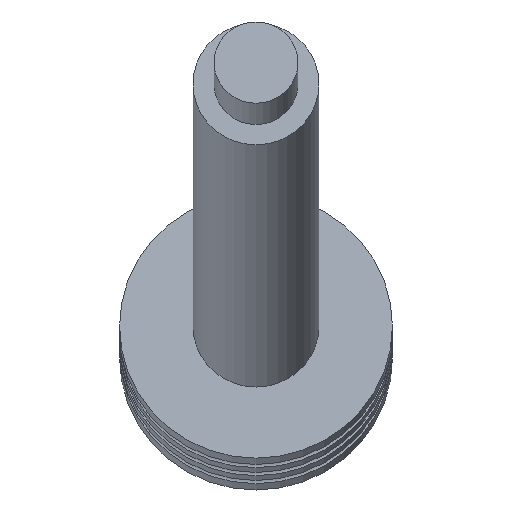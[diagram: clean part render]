
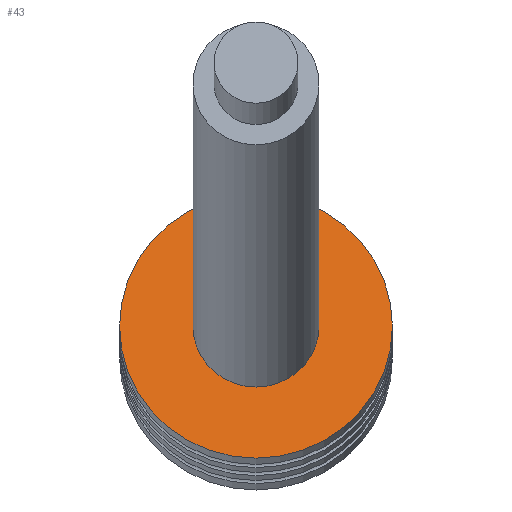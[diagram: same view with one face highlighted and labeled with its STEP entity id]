
A CAD part, top view. The second image highlights one B-rep face of the part: STEP entity #43.
In plain terms, the highlighted planar face has unit normal (0, 0.251, 0.968).
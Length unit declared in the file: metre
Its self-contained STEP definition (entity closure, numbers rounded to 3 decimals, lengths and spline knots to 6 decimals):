
#43 = ADVANCED_FACE( '', ( #92, #93 ), #94, .F. );
#92 = FACE_BOUND( '', #149, .T. );
#93 = FACE_OUTER_BOUND( '', #150, .T. );
#94 = PLANE( '', #151 );
#149 = EDGE_LOOP( '', ( #206 ) );
#150 = EDGE_LOOP( '', ( #207 ) );
#151 = AXIS2_PLACEMENT_3D( '', #208, #209, #210 );
#206 = ORIENTED_EDGE( '', *, *, #272, .T. );
#207 = ORIENTED_EDGE( '', *, *, #273, .F. );
#208 = CARTESIAN_POINT( '', ( 0., 2.795755, 1.163329 ) );
#209 = DIRECTION( '', ( 0., -0.251, -0.968 ) );
#210 = DIRECTION( '', ( 1., 0., 0. ) );
#272 = EDGE_CURVE( '', #302, #302, #303, .T. );
#273 = EDGE_CURVE( '', #304, #304, #305, .T. );
#302 = VERTEX_POINT( '', #339 );
#303 = CIRCLE( '', #340, 0.01905 );
#304 = VERTEX_POINT( '', #341 );
#305 = CIRCLE( '', #342, 0.041275 );
#339 = CARTESIAN_POINT( '', ( 0., 2.814194, 1.158543 ) );
#340 = AXIS2_PLACEMENT_3D( '', #377, #378, #379 );
#341 = CARTESIAN_POINT( '', ( 0., 2.835706, 1.152959 ) );
#342 = AXIS2_PLACEMENT_3D( '', #380, #381, #382 );
#377 = CARTESIAN_POINT( '', ( 0., 2.795755, 1.163329 ) );
#378 = DIRECTION( '', ( 0., -0.251, -0.968 ) );
#379 = DIRECTION( '', ( 0., 0.968, -0.251 ) );
#380 = CARTESIAN_POINT( '', ( 0., 2.795755, 1.163329 ) );
#381 = DIRECTION( '', ( 0., -0.251, -0.968 ) );
#382 = DIRECTION( '', ( 0., 0.968, -0.251 ) );
